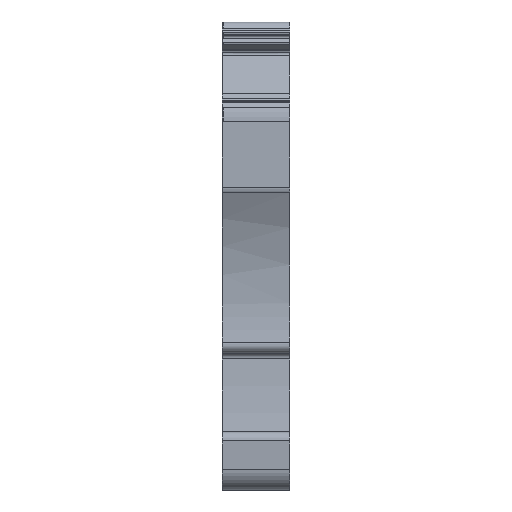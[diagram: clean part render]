
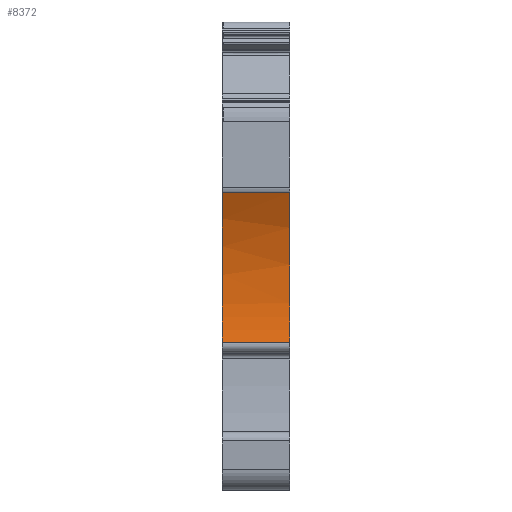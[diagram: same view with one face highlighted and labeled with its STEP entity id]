
A CAD part, front view. The second image highlights one B-rep face of the part: STEP entity #8372.
In plain terms, the highlighted cylindrical face has radius 20 mm (diameter 40 mm), a partial arc.
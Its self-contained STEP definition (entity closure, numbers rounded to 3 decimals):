
#545=AXIS2_PLACEMENT_3D('Circle Axis2P3D',#543,#544,$) ;
#552=AXIS2_PLACEMENT_3D('Circle Axis2P3D',#550,#551,$) ;
#559=AXIS2_PLACEMENT_3D('Circle Axis2P3D',#557,#558,$) ;
#4018=AXIS2_PLACEMENT_3D('Circle Axis2P3D',#4016,#4017,$) ;
#4025=AXIS2_PLACEMENT_3D('Circle Axis2P3D',#4023,#4024,$) ;
#8356=AXIS2_PLACEMENT_3D('Cylinder Axis2P3D',#8353,#8354,#8355) ;
#540=CARTESIAN_POINT('Vertex',(6.1,0.548,27.077)) ;
#543=CARTESIAN_POINT('Axis2P3D Location',(6.1,-17.062,17.597)) ;
#547=CARTESIAN_POINT('Vertex',(6.1,2.929,17.)) ;
#550=CARTESIAN_POINT('Axis2P3D Location',(6.1,-17.062,17.597)) ;
#554=CARTESIAN_POINT('Vertex',(6.1,2.927,16.95)) ;
#557=CARTESIAN_POINT('Axis2P3D Location',(6.1,-17.062,17.597)) ;
#561=CARTESIAN_POINT('Vertex',(6.1,2.503,13.45)) ;
#4013=CARTESIAN_POINT('Vertex',(0.,2.503,13.45)) ;
#4016=CARTESIAN_POINT('Axis2P3D Location',(0.,-17.062,17.597)) ;
#4020=CARTESIAN_POINT('Vertex',(0.,2.927,16.95)) ;
#4023=CARTESIAN_POINT('Axis2P3D Location',(0.,-17.062,17.597)) ;
#4027=CARTESIAN_POINT('Vertex',(0.,0.548,27.077)) ;
#8340=CARTESIAN_POINT('Line Origine',(3.056,2.503,13.45)) ;
#8353=CARTESIAN_POINT('Axis2P3D Location',(2.44,-17.062,17.597)) ;
#8358=CARTESIAN_POINT('Line Origine',(2.44,0.548,27.077)) ;
#544=DIRECTION('Axis2P3D Direction',(-1.,0.,0.)) ;
#551=DIRECTION('Axis2P3D Direction',(-1.,0.,0.)) ;
#558=DIRECTION('Axis2P3D Direction',(-1.,0.,0.)) ;
#4017=DIRECTION('Axis2P3D Direction',(-1.,0.,0.)) ;
#4024=DIRECTION('Axis2P3D Direction',(-1.,0.,0.)) ;
#8341=DIRECTION('Vector Direction',(1.,0.,0.)) ;
#8354=DIRECTION('Axis2P3D Direction',(1.,0.,0.)) ;
#8355=DIRECTION('Axis2P3D XDirection',(0.,0.978,-0.207)) ;
#8359=DIRECTION('Vector Direction',(1.,0.,0.)) ;
#8342=VECTOR('Line Direction',#8341,1.) ;
#8360=VECTOR('Line Direction',#8359,1.) ;
#8364=ORIENTED_EDGE('',*,*,#4022,.T.) ;
#8365=ORIENTED_EDGE('',*,*,#8344,.F.) ;
#8366=ORIENTED_EDGE('',*,*,#563,.F.) ;
#8367=ORIENTED_EDGE('',*,*,#556,.F.) ;
#8368=ORIENTED_EDGE('',*,*,#549,.F.) ;
#8369=ORIENTED_EDGE('',*,*,#8362,.T.) ;
#8370=ORIENTED_EDGE('',*,*,#4029,.T.) ;
#8372=ADVANCED_FACE('KLTR',(#8371),#8357,.F.) ;
#546=CIRCLE('generated circle',#545,20.) ;
#553=CIRCLE('generated circle',#552,20.) ;
#560=CIRCLE('generated circle',#559,20.) ;
#4019=CIRCLE('generated circle',#4018,20.) ;
#4026=CIRCLE('generated circle',#4025,20.) ;
#8357=CYLINDRICAL_SURFACE('generated cylinder',#8356,20.) ;
#549=EDGE_CURVE('',#541,#548,#546,.T.) ;
#556=EDGE_CURVE('',#548,#555,#553,.T.) ;
#563=EDGE_CURVE('',#555,#562,#560,.T.) ;
#4022=EDGE_CURVE('',#4021,#4014,#4019,.T.) ;
#4029=EDGE_CURVE('',#4028,#4021,#4026,.T.) ;
#8344=EDGE_CURVE('',#562,#4014,#8343,.F.) ;
#8362=EDGE_CURVE('',#541,#4028,#8361,.F.) ;
#8363=EDGE_LOOP('',(#8364,#8365,#8366,#8367,#8368,#8369,#8370)) ;
#8371=FACE_OUTER_BOUND('',#8363,.T.) ;
#8343=LINE('Line',#8340,#8342) ;
#8361=LINE('Line',#8358,#8360) ;
#541=VERTEX_POINT('',#540) ;
#548=VERTEX_POINT('',#547) ;
#555=VERTEX_POINT('',#554) ;
#562=VERTEX_POINT('',#561) ;
#4014=VERTEX_POINT('',#4013) ;
#4021=VERTEX_POINT('',#4020) ;
#4028=VERTEX_POINT('',#4027) ;
